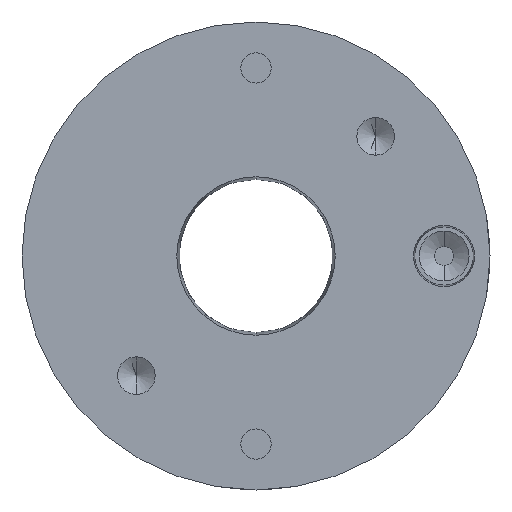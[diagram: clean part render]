
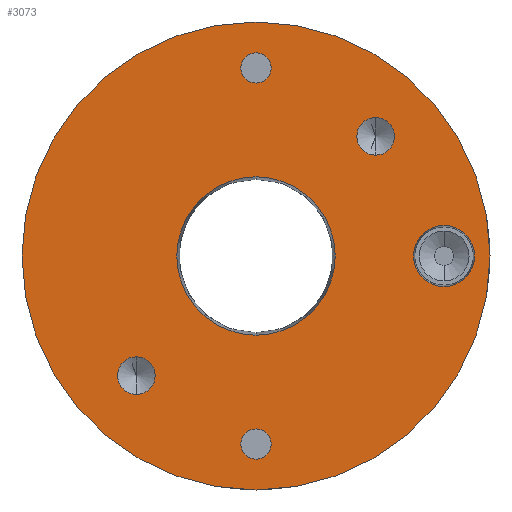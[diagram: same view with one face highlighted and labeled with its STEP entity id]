
A CAD part, front view. The second image highlights one B-rep face of the part: STEP entity #3073.
In plain terms, the highlighted planar face has unit normal (0, -1, 0).
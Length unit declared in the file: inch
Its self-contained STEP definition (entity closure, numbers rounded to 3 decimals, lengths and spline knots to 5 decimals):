
#5 = ORIENTED_EDGE ( 'NONE', *, *, #4292, .F. ) ;
#91 = AXIS2_PLACEMENT_3D ( 'NONE', #1346, #1844, #199 ) ;
#115 = ORIENTED_EDGE ( 'NONE', *, *, #1506, .F. ) ;
#199 = DIRECTION ( 'NONE',  ( 0., 0., -1. ) ) ;
#204 = CARTESIAN_POINT ( 'NONE',  ( 0., -1.1875, 0.5264 ) ) ;
#269 = VERTEX_POINT ( 'NONE', #1538 ) ;
#319 = EDGE_CURVE ( 'NONE', #4616, #4399, #4881, .T. ) ;
#367 = EDGE_CURVE ( 'NONE', #4059, #5283, #2530, .T. ) ;
#461 = CIRCLE ( 'NONE', #2264, 0.1005 ) ;
#667 = CARTESIAN_POINT ( 'NONE',  ( 0., -1.1875, 1.25 ) ) ;
#673 = AXIS2_PLACEMENT_3D ( 'NONE', #838, #1233, #4131 ) ;
#682 = CARTESIAN_POINT ( 'NONE',  ( 0., -1.1875, -1.25 ) ) ;
#701 = ORIENTED_EDGE ( 'NONE', *, *, #4789, .F. ) ;
#807 = EDGE_LOOP ( 'NONE', ( #2993, #1609 ) ) ;
#808 = CIRCLE ( 'NONE', #4377, 0.2025 ) ;
#810 = ORIENTED_EDGE ( 'NONE', *, *, #3029, .F. ) ;
#811 = DIRECTION ( 'NONE',  ( 0., 1., 0. ) ) ;
#830 = AXIS2_PLACEMENT_3D ( 'NONE', #3271, #1222, #4144 ) ;
#835 = VERTEX_POINT ( 'NONE', #3020 ) ;
#838 = CARTESIAN_POINT ( 'NONE',  ( 0., -1.1875, 0. ) ) ;
#901 = VERTEX_POINT ( 'NONE', #4382 ) ;
#981 = CARTESIAN_POINT ( 'NONE',  ( 1.25, -1.1875, 0. ) ) ;
#1083 = FACE_BOUND ( 'NONE', #2076, .T. ) ;
#1084 = DIRECTION ( 'NONE',  ( 0., 0., -1. ) ) ;
#1136 = EDGE_LOOP ( 'NONE', ( #3465, #1846 ) ) ;
#1140 = CARTESIAN_POINT ( 'NONE',  ( 0.7955, -1.1875, 0.7955 ) ) ;
#1165 = CARTESIAN_POINT ( 'NONE',  ( 0., -1.1875, 0. ) ) ;
#1222 = DIRECTION ( 'NONE',  ( 0., 1., 0. ) ) ;
#1229 = CARTESIAN_POINT ( 'NONE',  ( 0., -1.1875, 1.25 ) ) ;
#1233 = DIRECTION ( 'NONE',  ( 0., -1., 0. ) ) ;
#1298 = EDGE_CURVE ( 'NONE', #4946, #3146, #461, .T. ) ;
#1346 = CARTESIAN_POINT ( 'NONE',  ( 0., -1.1875, 0. ) ) ;
#1369 = EDGE_CURVE ( 'NONE', #5283, #4059, #3590, .T. ) ;
#1411 = CARTESIAN_POINT ( 'NONE',  ( -0.7955, -1.1875, -0.6705 ) ) ;
#1437 = EDGE_LOOP ( 'NONE', ( #2428, #5262 ) ) ;
#1506 = EDGE_CURVE ( 'NONE', #1968, #3201, #3299, .T. ) ;
#1538 = CARTESIAN_POINT ( 'NONE',  ( 0., -1.1875, 1.1495 ) ) ;
#1547 = CARTESIAN_POINT ( 'NONE',  ( 1.25, -1.1875, -0.2025 ) ) ;
#1564 = FACE_BOUND ( 'NONE', #2578, .T. ) ;
#1580 = EDGE_CURVE ( 'NONE', #3849, #3877, #2682, .T. ) ;
#1609 = ORIENTED_EDGE ( 'NONE', *, *, #1369, .F. ) ;
#1662 = CARTESIAN_POINT ( 'NONE',  ( 1.5555, -1.1875, 0. ) ) ;
#1687 = DIRECTION ( 'NONE',  ( 0., 0., -1. ) ) ;
#1778 = CARTESIAN_POINT ( 'NONE',  ( 0.7955, -1.1875, 0.7955 ) ) ;
#1802 = DIRECTION ( 'NONE',  ( 0., -1., 0. ) ) ;
#1844 = DIRECTION ( 'NONE',  ( 0., -1., 0. ) ) ;
#1846 = ORIENTED_EDGE ( 'NONE', *, *, #3337, .F. ) ;
#1904 = DIRECTION ( 'NONE',  ( 0., -1., 0. ) ) ;
#1921 = CARTESIAN_POINT ( 'NONE',  ( 1.25, -1.1875, 0.2025 ) ) ;
#1927 = CARTESIAN_POINT ( 'NONE',  ( 0.7955, -1.1875, 0.9205 ) ) ;
#1932 = DIRECTION ( 'NONE',  ( 0., 0., -1. ) ) ;
#1968 = VERTEX_POINT ( 'NONE', #3038 ) ;
#2053 = AXIS2_PLACEMENT_3D ( 'NONE', #1229, #3655, #1687 ) ;
#2076 = EDGE_LOOP ( 'NONE', ( #115, #4264 ) ) ;
#2186 = DIRECTION ( 'NONE',  ( 0., 0., -1. ) ) ;
#2228 = CARTESIAN_POINT ( 'NONE',  ( 0.7955, -1.1875, 0.6705 ) ) ;
#2264 = AXIS2_PLACEMENT_3D ( 'NONE', #4566, #5335, #2511 ) ;
#2312 = AXIS2_PLACEMENT_3D ( 'NONE', #1165, #4432, #5193 ) ;
#2343 = DIRECTION ( 'NONE',  ( 0., -1., 0. ) ) ;
#2410 = AXIS2_PLACEMENT_3D ( 'NONE', #682, #4405, #4453 ) ;
#2428 = ORIENTED_EDGE ( 'NONE', *, *, #319, .F. ) ;
#2439 = VERTEX_POINT ( 'NONE', #4256 ) ;
#2511 = DIRECTION ( 'NONE',  ( 0., 0., -1. ) ) ;
#2522 = AXIS2_PLACEMENT_3D ( 'NONE', #1778, #1802, #3439 ) ;
#2530 = CIRCLE ( 'NONE', #4865, 0.125 ) ;
#2576 = CARTESIAN_POINT ( 'NONE',  ( 0., -1.1875, -1.1495 ) ) ;
#2578 = EDGE_LOOP ( 'NONE', ( #701, #3532 ) ) ;
#2654 = CIRCLE ( 'NONE', #2410, 0.1005 ) ;
#2682 = CIRCLE ( 'NONE', #4943, 0.2025 ) ;
#2785 = EDGE_CURVE ( 'NONE', #2439, #269, #3883, .T. ) ;
#2819 = PLANE ( 'NONE',  #4490 ) ;
#2872 = CARTESIAN_POINT ( 'NONE',  ( 0., -1.1875, -1.3505 ) ) ;
#2993 = ORIENTED_EDGE ( 'NONE', *, *, #367, .F. ) ;
#3020 = CARTESIAN_POINT ( 'NONE',  ( 0., -1.1875, 1.5555 ) ) ;
#3029 = EDGE_CURVE ( 'NONE', #901, #835, #5330, .T. ) ;
#3038 = CARTESIAN_POINT ( 'NONE',  ( 0., -1.1875, -0.5264 ) ) ;
#3073 = ADVANCED_FACE ( 'NONE', ( #4795, #4502, #3616, #1564, #3230, #1083, #4870 ), #2819, .F. ) ;
#3080 = EDGE_LOOP ( 'NONE', ( #3650, #810 ) ) ;
#3081 = EDGE_CURVE ( 'NONE', #3201, #1968, #3426, .T. ) ;
#3087 = CIRCLE ( 'NONE', #830, 1.5555 ) ;
#3146 = VERTEX_POINT ( 'NONE', #2576 ) ;
#3181 = CARTESIAN_POINT ( 'NONE',  ( 1.25, -1.1875, 0. ) ) ;
#3201 = VERTEX_POINT ( 'NONE', #204 ) ;
#3230 = FACE_BOUND ( 'NONE', #1136, .T. ) ;
#3260 = AXIS2_PLACEMENT_3D ( 'NONE', #667, #1904, #1932 ) ;
#3271 = CARTESIAN_POINT ( 'NONE',  ( 0., -1.1875, 0. ) ) ;
#3299 = CIRCLE ( 'NONE', #91, 0.5264 ) ;
#3337 = EDGE_CURVE ( 'NONE', #3146, #4946, #2654, .T. ) ;
#3426 = CIRCLE ( 'NONE', #673, 0.5264 ) ;
#3439 = DIRECTION ( 'NONE',  ( 0., 0., -1. ) ) ;
#3449 = ORIENTED_EDGE ( 'NONE', *, *, #1580, .F. ) ;
#3465 = ORIENTED_EDGE ( 'NONE', *, *, #1298, .F. ) ;
#3532 = ORIENTED_EDGE ( 'NONE', *, *, #2785, .F. ) ;
#3590 = CIRCLE ( 'NONE', #2522, 0.125 ) ;
#3605 = CARTESIAN_POINT ( 'NONE',  ( -0.7955, -1.1875, -0.9205 ) ) ;
#3616 = FACE_BOUND ( 'NONE', #4214, .T. ) ;
#3650 = ORIENTED_EDGE ( 'NONE', *, *, #4633, .F. ) ;
#3655 = DIRECTION ( 'NONE',  ( 0., -1., 0. ) ) ;
#3707 = DIRECTION ( 'NONE',  ( 0., 0., 1. ) ) ;
#3740 = AXIS2_PLACEMENT_3D ( 'NONE', #5166, #5219, #1084 ) ;
#3849 = VERTEX_POINT ( 'NONE', #1921 ) ;
#3877 = VERTEX_POINT ( 'NONE', #1547 ) ;
#3883 = CIRCLE ( 'NONE', #2053, 0.1005 ) ;
#3957 = DIRECTION ( 'NONE',  ( 0., -1., 0. ) ) ;
#3973 = DIRECTION ( 'NONE',  ( 0., 0., -1. ) ) ;
#4059 = VERTEX_POINT ( 'NONE', #2228 ) ;
#4131 = DIRECTION ( 'NONE',  ( 0., 0., -1. ) ) ;
#4144 = DIRECTION ( 'NONE',  ( 0., 0., 1. ) ) ;
#4214 = EDGE_LOOP ( 'NONE', ( #5, #3449 ) ) ;
#4256 = CARTESIAN_POINT ( 'NONE',  ( 0., -1.1875, 1.3505 ) ) ;
#4264 = ORIENTED_EDGE ( 'NONE', *, *, #3081, .F. ) ;
#4292 = EDGE_CURVE ( 'NONE', #3877, #3849, #808, .T. ) ;
#4343 = EDGE_CURVE ( 'NONE', #4399, #4616, #4456, .T. ) ;
#4377 = AXIS2_PLACEMENT_3D ( 'NONE', #3181, #2343, #4494 ) ;
#4382 = CARTESIAN_POINT ( 'NONE',  ( 0., -1.1875, -1.5555 ) ) ;
#4399 = VERTEX_POINT ( 'NONE', #1411 ) ;
#4405 = DIRECTION ( 'NONE',  ( 0., -1., 0. ) ) ;
#4432 = DIRECTION ( 'NONE',  ( 0., 1., 0. ) ) ;
#4453 = DIRECTION ( 'NONE',  ( 0., 0., -1. ) ) ;
#4456 = CIRCLE ( 'NONE', #5286, 0.125 ) ;
#4490 = AXIS2_PLACEMENT_3D ( 'NONE', #1662, #811, #3707 ) ;
#4494 = DIRECTION ( 'NONE',  ( 0., 0., -1. ) ) ;
#4502 = FACE_BOUND ( 'NONE', #1437, .T. ) ;
#4566 = CARTESIAN_POINT ( 'NONE',  ( 0., -1.1875, -1.25 ) ) ;
#4589 = DIRECTION ( 'NONE',  ( 0., 0., -1. ) ) ;
#4616 = VERTEX_POINT ( 'NONE', #3605 ) ;
#4633 = EDGE_CURVE ( 'NONE', #835, #901, #3087, .T. ) ;
#4641 = CARTESIAN_POINT ( 'NONE',  ( -0.7955, -1.1875, -0.7955 ) ) ;
#4789 = EDGE_CURVE ( 'NONE', #269, #2439, #4902, .T. ) ;
#4795 = FACE_BOUND ( 'NONE', #807, .T. ) ;
#4865 = AXIS2_PLACEMENT_3D ( 'NONE', #1140, #5271, #3973 ) ;
#4870 = FACE_OUTER_BOUND ( 'NONE', #3080, .T. ) ;
#4881 = CIRCLE ( 'NONE', #3740, 0.125 ) ;
#4902 = CIRCLE ( 'NONE', #3260, 0.1005 ) ;
#4943 = AXIS2_PLACEMENT_3D ( 'NONE', #981, #3957, #2186 ) ;
#4946 = VERTEX_POINT ( 'NONE', #2872 ) ;
#5015 = DIRECTION ( 'NONE',  ( 0., -1., 0. ) ) ;
#5166 = CARTESIAN_POINT ( 'NONE',  ( -0.7955, -1.1875, -0.7955 ) ) ;
#5193 = DIRECTION ( 'NONE',  ( 0., 0., 1. ) ) ;
#5219 = DIRECTION ( 'NONE',  ( 0., -1., 0. ) ) ;
#5262 = ORIENTED_EDGE ( 'NONE', *, *, #4343, .F. ) ;
#5271 = DIRECTION ( 'NONE',  ( 0., -1., 0. ) ) ;
#5283 = VERTEX_POINT ( 'NONE', #1927 ) ;
#5286 = AXIS2_PLACEMENT_3D ( 'NONE', #4641, #5015, #4589 ) ;
#5330 = CIRCLE ( 'NONE', #2312, 1.5555 ) ;
#5335 = DIRECTION ( 'NONE',  ( 0., -1., 0. ) ) ;
